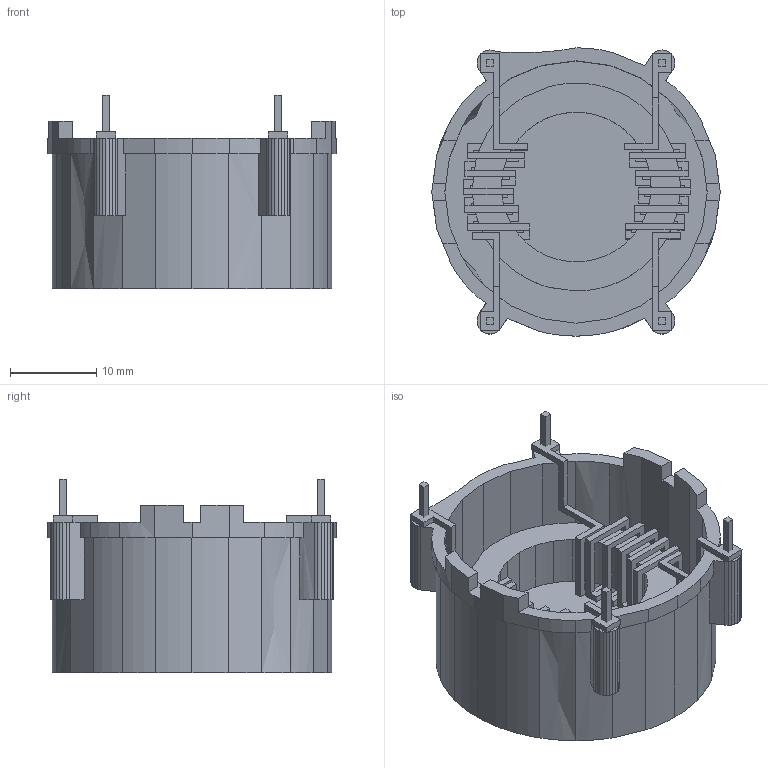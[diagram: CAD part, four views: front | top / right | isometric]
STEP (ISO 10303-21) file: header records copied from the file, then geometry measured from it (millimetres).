
FILE_DESCRIPTION(('FreeCAD Model'),'2;1');
FILE_NAME('X04H.stp', '2014-07-08T12:49:35',('FreeCAD'),('FreeCAD'), 'Open CASCADE STEP processor 6.3','FreeCAD','Unknown');
FILE_SCHEMA(('AUTOMOTIVE_DESIGN_CC2 { 1 2 10303 214 -1 1 5 4 }'));
Length unit declared in the file: millimetre
Products named in the file (6): X04H002; X04H004; X04H; X04H005; X04H003; X04H001
Bounding box: 33.5 x 33.5 x 22.5 mm (x, y, z)
Volume: 4518.6 mm3; surface area: 8044.8 mm2
Topology: 6 solids, 6 shells, 738 faces, 2142 edges, 1421 vertices
Faces by surface type: plane 633, cylinder 89, cone 16
Entity records: 58368 total; most frequent: CARTESIAN_POINT 16433, DIRECTION 7497, LINE 5437, VECTOR 5437, ORIENTED_EDGE 4284, PCURVE 4284, DEFINITIONAL_REPRESENTATION 4284, EDGE_CURVE 2142
